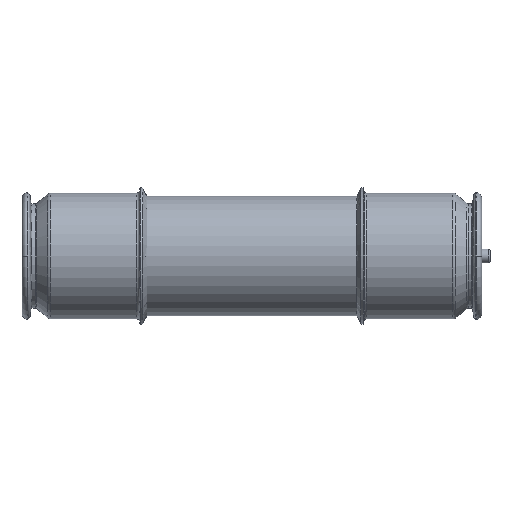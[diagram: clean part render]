
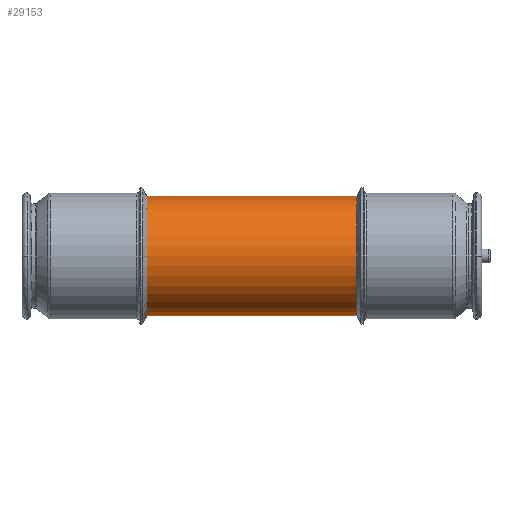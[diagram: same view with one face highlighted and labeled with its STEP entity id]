
A CAD part, front view. The second image highlights one B-rep face of the part: STEP entity #29153.
In plain terms, the highlighted cylindrical face has radius 36.093 mm (diameter 72.187 mm), a partial arc.
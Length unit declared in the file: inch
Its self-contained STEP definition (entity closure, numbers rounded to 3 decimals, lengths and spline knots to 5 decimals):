
#2061 = DIRECTION ( 'NONE',  ( -1., 0., 0. ) ) ;
#3727 = AXIS2_PLACEMENT_3D ( 'NONE', #83604, #49658, #64889 ) ;
#4002 = CARTESIAN_POINT ( 'NONE',  ( -4.78, 0., -1.421 ) ) ;
#5656 = CIRCLE ( 'NONE', #84162, 1.421 ) ;
#6722 = DIRECTION ( 'NONE',  ( 0., 0., -1. ) ) ;
#6902 = DIRECTION ( 'NONE',  ( 0., 0., 1. ) ) ;
#13149 = FACE_OUTER_BOUND ( 'NONE', #73213, .T. ) ;
#13287 = ORIENTED_EDGE ( 'NONE', *, *, #48102, .T. ) ;
#20953 = DIRECTION ( 'NONE',  ( 1., 0., 0. ) ) ;
#21777 = CARTESIAN_POINT ( 'NONE',  ( 4.78, 0., -1.421 ) ) ;
#22147 = LINE ( 'NONE', #55713, #65413 ) ;
#23956 = ORIENTED_EDGE ( 'NONE', *, *, #78339, .T. ) ;
#26496 = CARTESIAN_POINT ( 'NONE',  ( 4.78, 0., 0. ) ) ;
#28713 = VERTEX_POINT ( 'NONE', #21777 ) ;
#29153 = ADVANCED_FACE ( 'NONE', ( #13149 ), #53785, .T. ) ;
#30565 = VERTEX_POINT ( 'NONE', #81690 ) ;
#36038 = EDGE_CURVE ( 'NONE', #68239, #28713, #52239, .T. ) ;
#37772 = CARTESIAN_POINT ( 'NONE',  ( 4.78, 0., 1.421 ) ) ;
#38423 = CARTESIAN_POINT ( 'NONE',  ( 4.78, 0., 1.421 ) ) ;
#40346 = DIRECTION ( 'NONE',  ( -1., 0., 0. ) ) ;
#40561 = EDGE_CURVE ( 'NONE', #28713, #49188, #22147, .T. ) ;
#48102 = EDGE_CURVE ( 'NONE', #68239, #30565, #78939, .T. ) ;
#49188 = VERTEX_POINT ( 'NONE', #4002 ) ;
#49658 = DIRECTION ( 'NONE',  ( 1., 0., 0. ) ) ;
#52239 = CIRCLE ( 'NONE', #3727, 1.421 ) ;
#53785 = CYLINDRICAL_SURFACE ( 'NONE', #75668, 1.421 ) ;
#54023 = ORIENTED_EDGE ( 'NONE', *, *, #36038, .F. ) ;
#55713 = CARTESIAN_POINT ( 'NONE',  ( 4.78, 0., -1.421 ) ) ;
#57040 = DIRECTION ( 'NONE',  ( -1., 0., 0. ) ) ;
#64889 = DIRECTION ( 'NONE',  ( 0., 0., -1. ) ) ;
#65413 = VECTOR ( 'NONE', #2061, 39.37008 ) ;
#68239 = VERTEX_POINT ( 'NONE', #38423 ) ;
#73213 = EDGE_LOOP ( 'NONE', ( #80969, #54023, #13287, #23956 ) ) ;
#75668 = AXIS2_PLACEMENT_3D ( 'NONE', #26496, #40346, #6902 ) ;
#76417 = VECTOR ( 'NONE', #57040, 39.37008 ) ;
#78339 = EDGE_CURVE ( 'NONE', #30565, #49188, #5656, .T. ) ;
#78939 = LINE ( 'NONE', #37772, #76417 ) ;
#80969 = ORIENTED_EDGE ( 'NONE', *, *, #40561, .F. ) ;
#81308 = CARTESIAN_POINT ( 'NONE',  ( -4.78, 0., 0. ) ) ;
#81690 = CARTESIAN_POINT ( 'NONE',  ( -4.78, 0., 1.421 ) ) ;
#83604 = CARTESIAN_POINT ( 'NONE',  ( 4.78, 0., 0. ) ) ;
#84162 = AXIS2_PLACEMENT_3D ( 'NONE', #81308, #20953, #6722 ) ;
